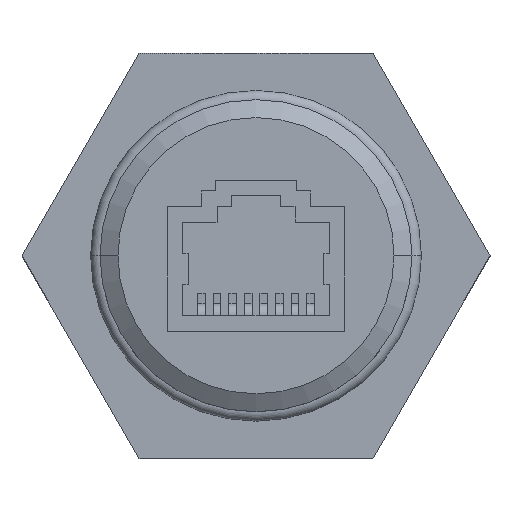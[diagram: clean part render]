
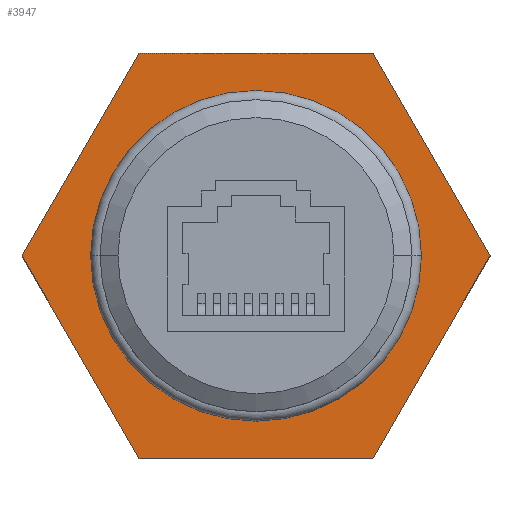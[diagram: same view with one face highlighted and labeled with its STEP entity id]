
A CAD part, top view. The second image highlights one B-rep face of the part: STEP entity #3947.
In plain terms, the highlighted planar face has unit normal (0, 0, 1).
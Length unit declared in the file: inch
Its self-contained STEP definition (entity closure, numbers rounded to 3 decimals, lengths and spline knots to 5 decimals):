
#3382 = EDGE_CURVE ( 'NONE', #3713, #3895, #8503, .T. ) ;
#3713 = VERTEX_POINT ( 'NONE', #11097 ) ;
#3895 = VERTEX_POINT ( 'NONE', #11310 ) ;
#3903 = EDGE_CURVE ( 'NONE', #3915, #4049, #11416, .T. ) ;
#3905 = ORIENTED_EDGE ( 'NONE', *, *, #3948, .T. ) ;
#3915 = VERTEX_POINT ( 'NONE', #11419 ) ;
#3916 = VERTEX_POINT ( 'NONE', #11391 ) ;
#3918 = ORIENTED_EDGE ( 'NONE', *, *, #3382, .T. ) ;
#3921 = VERTEX_POINT ( 'NONE', #11377 ) ;
#3922 = EDGE_LOOP ( 'NONE', ( #3951, #3952, #4090, #4093, #3949, #4089 ) ) ;
#3923 = EDGE_LOOP ( 'NONE', ( #3918, #3905 ) ) ;
#3942 = EDGE_CURVE ( 'NONE', #4049, #3953, #11440, .T. ) ;
#3946 = VERTEX_POINT ( 'NONE', #11472 ) ;
#3947 = ADVANCED_FACE ( 'NONE', ( #11544, #11435 ), #11558, .F. ) ;
#3948 = EDGE_CURVE ( 'NONE', #3895, #3713, #11595, .T. ) ;
#3949 = ORIENTED_EDGE ( 'NONE', *, *, #4094, .F. ) ;
#3951 = ORIENTED_EDGE ( 'NONE', *, *, #3903, .F. ) ;
#3952 = ORIENTED_EDGE ( 'NONE', *, *, #4039, .F. ) ;
#3953 = VERTEX_POINT ( 'NONE', #11556 ) ;
#4038 = EDGE_CURVE ( 'NONE', #3946, #3921, #11747, .T. ) ;
#4039 = EDGE_CURVE ( 'NONE', #3921, #3915, #11668, .T. ) ;
#4049 = VERTEX_POINT ( 'NONE', #11646 ) ;
#4089 = ORIENTED_EDGE ( 'NONE', *, *, #3942, .F. ) ;
#4090 = ORIENTED_EDGE ( 'NONE', *, *, #4038, .F. ) ;
#4091 = EDGE_CURVE ( 'NONE', #3916, #3946, #11727, .T. ) ;
#4093 = ORIENTED_EDGE ( 'NONE', *, *, #4091, .F. ) ;
#4094 = EDGE_CURVE ( 'NONE', #3953, #3916, #11767, .T. ) ;
#8503 = CIRCLE ( 'NONE', #9094, 0.52322 ) ;
#9092 = DIRECTION ( 'NONE',  ( 0., 0., -1. ) ) ;
#9093 = CARTESIAN_POINT ( 'NONE',  ( 0., 0., -0.3 ) ) ;
#9094 = AXIS2_PLACEMENT_3D ( 'NONE', #9093, #9092, #9100 ) ;
#9100 = DIRECTION ( 'NONE',  ( -1., 0., 0. ) ) ;
#11097 = CARTESIAN_POINT ( 'NONE',  ( -0.52322, 0., -0.3 ) ) ;
#11310 = CARTESIAN_POINT ( 'NONE',  ( 0.52322, 0., -0.3 ) ) ;
#11377 = CARTESIAN_POINT ( 'NONE',  ( -0.375, 0.64952, -0.3 ) ) ;
#11391 = CARTESIAN_POINT ( 'NONE',  ( -0.375, -0.64952, -0.3 ) ) ;
#11400 = DIRECTION ( 'NONE',  ( 0.5, -0.866, 0. ) ) ;
#11401 = VECTOR ( 'NONE', #11400, 39.37008 ) ;
#11415 = CARTESIAN_POINT ( 'NONE',  ( 0.375, 0.64952, -0.3 ) ) ;
#11416 = LINE ( 'NONE', #11415, #11401 ) ;
#11419 = CARTESIAN_POINT ( 'NONE',  ( 0.375, 0.64952, -0.3 ) ) ;
#11435 = FACE_OUTER_BOUND ( 'NONE', #3922, .T. ) ;
#11440 = LINE ( 'NONE', #11598, #11490 ) ;
#11472 = CARTESIAN_POINT ( 'NONE',  ( -0.75, 0., -0.3 ) ) ;
#11473 = CARTESIAN_POINT ( 'NONE',  ( 0.75, 0., -0.3 ) ) ;
#11490 = VECTOR ( 'NONE', #11597, 39.37008 ) ;
#11502 = AXIS2_PLACEMENT_3D ( 'NONE', #11473, #11536, #11509 ) ;
#11509 = DIRECTION ( 'NONE',  ( -1., 0., 0. ) ) ;
#11536 = DIRECTION ( 'NONE',  ( 0., 0., -1. ) ) ;
#11544 = FACE_BOUND ( 'NONE', #3923, .T. ) ;
#11556 = CARTESIAN_POINT ( 'NONE',  ( 0.375, -0.64952, -0.3 ) ) ;
#11558 = PLANE ( 'NONE',  #11502 ) ;
#11568 = DIRECTION ( 'NONE',  ( -1., 0., 0. ) ) ;
#11569 = DIRECTION ( 'NONE',  ( 0., 0., -1. ) ) ;
#11570 = CARTESIAN_POINT ( 'NONE',  ( 0., 0., -0.3 ) ) ;
#11594 = AXIS2_PLACEMENT_3D ( 'NONE', #11570, #11569, #11568 ) ;
#11595 = CIRCLE ( 'NONE', #11594, 0.52322 ) ;
#11597 = DIRECTION ( 'NONE',  ( -0.5, -0.866, 0. ) ) ;
#11598 = CARTESIAN_POINT ( 'NONE',  ( 0.75, 0., -0.3 ) ) ;
#11622 = DIRECTION ( 'NONE',  ( 0.5, 0.866, 0. ) ) ;
#11628 = DIRECTION ( 'NONE',  ( 1., 0., 0. ) ) ;
#11630 = DIRECTION ( 'NONE',  ( -1., 0., 0. ) ) ;
#11631 = VECTOR ( 'NONE', #11630, 39.37008 ) ;
#11634 = DIRECTION ( 'NONE',  ( -0.5, 0.866, 0. ) ) ;
#11635 = VECTOR ( 'NONE', #11634, 39.37008 ) ;
#11646 = CARTESIAN_POINT ( 'NONE',  ( 0.75, 0., -0.3 ) ) ;
#11668 = LINE ( 'NONE', #11705, #11697 ) ;
#11697 = VECTOR ( 'NONE', #11628, 39.37008 ) ;
#11705 = CARTESIAN_POINT ( 'NONE',  ( -0.375, 0.64952, -0.3 ) ) ;
#11726 = CARTESIAN_POINT ( 'NONE',  ( -0.375, -0.64952, -0.3 ) ) ;
#11727 = LINE ( 'NONE', #11726, #11635 ) ;
#11747 = LINE ( 'NONE', #11763, #11750 ) ;
#11750 = VECTOR ( 'NONE', #11622, 39.37008 ) ;
#11763 = CARTESIAN_POINT ( 'NONE',  ( -0.75, 0., -0.3 ) ) ;
#11766 = CARTESIAN_POINT ( 'NONE',  ( 0.375, -0.64952, -0.3 ) ) ;
#11767 = LINE ( 'NONE', #11766, #11631 ) ;
